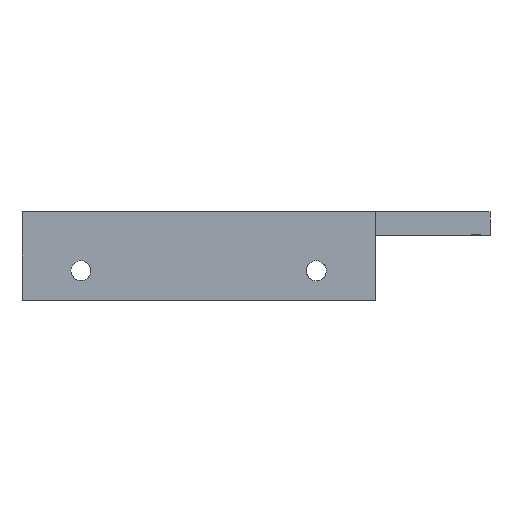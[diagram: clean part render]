
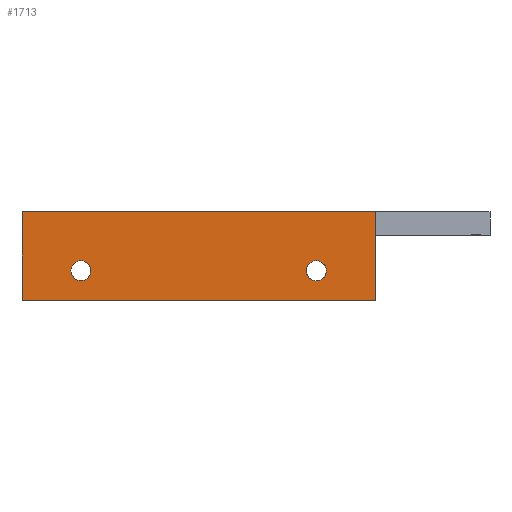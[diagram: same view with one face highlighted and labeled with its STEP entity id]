
A CAD part, front view. The second image highlights one B-rep face of the part: STEP entity #1713.
In plain terms, the highlighted planar face has unit normal (0, -1, 0).
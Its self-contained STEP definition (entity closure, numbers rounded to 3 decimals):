
#29=FACE_BOUND('',#236,.T.);
#30=FACE_BOUND('',#237,.T.);
#56=PLANE('',#1844);
#144=FACE_OUTER_BOUND('',#235,.T.);
#235=EDGE_LOOP('',(#1339,#1340,#1341,#1342));
#236=EDGE_LOOP('',(#1343));
#237=EDGE_LOOP('',(#1344));
#385=LINE('',#2639,#577);
#390=LINE('',#2649,#582);
#391=LINE('',#2651,#583);
#392=LINE('',#2652,#584);
#577=VECTOR('',#2109,10.);
#582=VECTOR('',#2118,10.);
#583=VECTOR('',#2119,10.);
#584=VECTOR('',#2120,10.);
#726=CIRCLE('',#1832,1.7);
#728=CIRCLE('',#1838,1.7);
#841=VERTEX_POINT('',#2606);
#845=VERTEX_POINT('',#2618);
#851=VERTEX_POINT('',#2636);
#852=VERTEX_POINT('',#2638);
#855=VERTEX_POINT('',#2648);
#856=VERTEX_POINT('',#2650);
#1024=EDGE_CURVE('',#841,#841,#726,.T.);
#1030=EDGE_CURVE('',#845,#845,#728,.T.);
#1040=EDGE_CURVE('',#852,#851,#385,.T.);
#1045=EDGE_CURVE('',#855,#852,#390,.T.);
#1046=EDGE_CURVE('',#856,#851,#391,.T.);
#1047=EDGE_CURVE('',#855,#856,#392,.T.);
#1339=ORIENTED_EDGE('',*,*,#1045,.T.);
#1340=ORIENTED_EDGE('',*,*,#1040,.T.);
#1341=ORIENTED_EDGE('',*,*,#1046,.F.);
#1342=ORIENTED_EDGE('',*,*,#1047,.F.);
#1343=ORIENTED_EDGE('',*,*,#1024,.T.);
#1344=ORIENTED_EDGE('',*,*,#1030,.T.);
#1713=ADVANCED_FACE('',(#144,#29,#30),#56,.T.);
#1832=AXIS2_PLACEMENT_3D('',#2607,#2077,#2078);
#1838=AXIS2_PLACEMENT_3D('',#2619,#2091,#2092);
#1844=AXIS2_PLACEMENT_3D('',#2647,#2116,#2117);
#2077=DIRECTION('center_axis',(0.,1.,0.));
#2078=DIRECTION('ref_axis',(0.,0.,-1.));
#2091=DIRECTION('center_axis',(0.,1.,0.));
#2092=DIRECTION('ref_axis',(0.,0.,-1.));
#2109=DIRECTION('',(1.,0.,0.));
#2116=DIRECTION('center_axis',(0.,-1.,0.));
#2117=DIRECTION('ref_axis',(0.,0.,-1.));
#2118=DIRECTION('',(0.,0.,-1.));
#2119=DIRECTION('',(0.,0.,-1.));
#2120=DIRECTION('',(1.,0.,0.));
#2606=CARTESIAN_POINT('',(10.,-3.,-8.353));
#2607=CARTESIAN_POINT('Origin',(10.,-3.,-10.053));
#2618=CARTESIAN_POINT('',(50.,-3.,-8.353));
#2619=CARTESIAN_POINT('Origin',(50.,-3.,-10.053));
#2636=CARTESIAN_POINT('',(60.,-3.,-15.053));
#2638=CARTESIAN_POINT('',(0.,-3.,-15.053));
#2639=CARTESIAN_POINT('',(0.,-3.,-15.053));
#2647=CARTESIAN_POINT('Origin',(0.,-3.,-0.052));
#2648=CARTESIAN_POINT('',(0.,-3.,-0.052));
#2649=CARTESIAN_POINT('',(0.,-3.,-0.052));
#2650=CARTESIAN_POINT('',(60.,-3.,-0.052));
#2651=CARTESIAN_POINT('',(60.,-3.,-0.052));
#2652=CARTESIAN_POINT('',(0.,-3.,-0.052));
